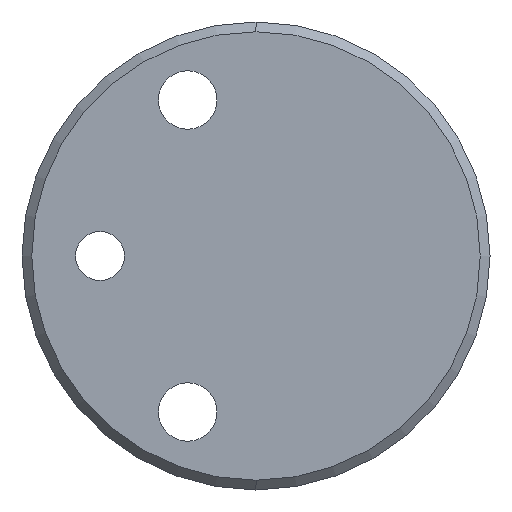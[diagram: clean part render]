
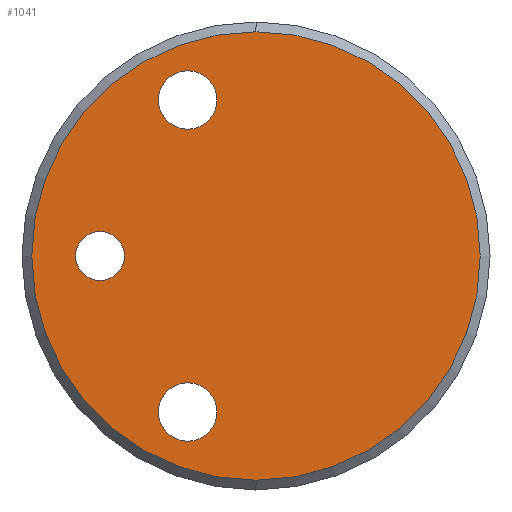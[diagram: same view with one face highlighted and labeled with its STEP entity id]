
A CAD part, left-side view. The second image highlights one B-rep face of the part: STEP entity #1041.
In plain terms, the highlighted planar face has unit normal (-1, 0, 0).
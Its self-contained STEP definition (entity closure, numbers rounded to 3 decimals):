
#14 = DIRECTION ( 'NONE',  ( 0., 0., 1. ) ) ;
#17 = VERTEX_POINT ( 'NONE', #156 ) ;
#27 = VERTEX_POINT ( 'NONE', #666 ) ;
#29 = CIRCLE ( 'NONE', #495, 2.5 ) ;
#34 = CARTESIAN_POINT ( 'NONE',  ( 0., 16., 2.5 ) ) ;
#35 = AXIS2_PLACEMENT_3D ( 'NONE', #1012, #508, #1120 ) ;
#41 = DIRECTION ( 'NONE',  ( 0., 0., 1. ) ) ;
#61 = EDGE_CURVE ( 'NONE', #245, #837, #1139, .T. ) ;
#62 = EDGE_LOOP ( 'NONE', ( #214, #808 ) ) ;
#156 = CARTESIAN_POINT ( 'NONE',  ( 0., 0., -23. ) ) ;
#160 = PLANE ( 'NONE',  #1086 ) ;
#212 = CIRCLE ( 'NONE', #716, 23. ) ;
#213 = EDGE_CURVE ( 'NONE', #426, #822, #679, .T. ) ;
#214 = ORIENTED_EDGE ( 'NONE', *, *, #1252, .F. ) ;
#245 = VERTEX_POINT ( 'NONE', #1206 ) ;
#254 = EDGE_LOOP ( 'NONE', ( #673, #1273 ) ) ;
#288 = CIRCLE ( 'NONE', #660, 3. ) ;
#296 = CARTESIAN_POINT ( 'NONE',  ( 0., 0., 23. ) ) ;
#319 = EDGE_CURVE ( 'NONE', #924, #27, #1211, .T. ) ;
#329 = DIRECTION ( 'NONE',  ( -1., 0., 0. ) ) ;
#346 = CARTESIAN_POINT ( 'NONE',  ( 0., 7., 13. ) ) ;
#356 = DIRECTION ( 'NONE',  ( -1., 0., 0. ) ) ;
#398 = FACE_BOUND ( 'NONE', #615, .T. ) ;
#426 = VERTEX_POINT ( 'NONE', #346 ) ;
#472 = EDGE_CURVE ( 'NONE', #822, #426, #288, .T. ) ;
#495 = AXIS2_PLACEMENT_3D ( 'NONE', #1000, #1113, #14 ) ;
#505 = CARTESIAN_POINT ( 'NONE',  ( 0., 7., -16. ) ) ;
#508 = DIRECTION ( 'NONE',  ( -1., 0., 0. ) ) ;
#543 = EDGE_CURVE ( 'NONE', #27, #924, #1196, .T. ) ;
#574 = DIRECTION ( 'NONE',  ( 0., 0., 1. ) ) ;
#610 = DIRECTION ( 'NONE',  ( 0., 0., 1. ) ) ;
#615 = EDGE_LOOP ( 'NONE', ( #843, #717 ) ) ;
#630 = CARTESIAN_POINT ( 'NONE',  ( 0., 7., -13. ) ) ;
#659 = FACE_BOUND ( 'NONE', #254, .T. ) ;
#660 = AXIS2_PLACEMENT_3D ( 'NONE', #1065, #1150, #41 ) ;
#666 = CARTESIAN_POINT ( 'NONE',  ( 0., 7., -19. ) ) ;
#671 = VERTEX_POINT ( 'NONE', #296 ) ;
#673 = ORIENTED_EDGE ( 'NONE', *, *, #472, .F. ) ;
#677 = EDGE_CURVE ( 'NONE', #671, #17, #1280, .T. ) ;
#679 = CIRCLE ( 'NONE', #1067, 3. ) ;
#687 = AXIS2_PLACEMENT_3D ( 'NONE', #1072, #864, #574 ) ;
#716 = AXIS2_PLACEMENT_3D ( 'NONE', #933, #329, #1158 ) ;
#717 = ORIENTED_EDGE ( 'NONE', *, *, #543, .F. ) ;
#742 = EDGE_LOOP ( 'NONE', ( #1191, #1038 ) ) ;
#759 = DIRECTION ( 'NONE',  ( 0., 0., -1. ) ) ;
#773 = DIRECTION ( 'NONE',  ( 1., 0., 0. ) ) ;
#774 = DIRECTION ( 'NONE',  ( 0., 0., 1. ) ) ;
#808 = ORIENTED_EDGE ( 'NONE', *, *, #61, .F. ) ;
#822 = VERTEX_POINT ( 'NONE', #1027 ) ;
#837 = VERTEX_POINT ( 'NONE', #34 ) ;
#843 = ORIENTED_EDGE ( 'NONE', *, *, #319, .F. ) ;
#860 = CARTESIAN_POINT ( 'NONE',  ( 0., 7., -16. ) ) ;
#864 = DIRECTION ( 'NONE',  ( -1., 0., 0. ) ) ;
#886 = EDGE_CURVE ( 'NONE', #17, #671, #212, .T. ) ;
#888 = FACE_BOUND ( 'NONE', #62, .T. ) ;
#924 = VERTEX_POINT ( 'NONE', #630 ) ;
#933 = CARTESIAN_POINT ( 'NONE',  ( 0., 0., 0. ) ) ;
#948 = AXIS2_PLACEMENT_3D ( 'NONE', #505, #1213, #610 ) ;
#961 = CARTESIAN_POINT ( 'NONE',  ( 0., 0., 0. ) ) ;
#1000 = CARTESIAN_POINT ( 'NONE',  ( 0., 16., 0. ) ) ;
#1012 = CARTESIAN_POINT ( 'NONE',  ( 0., 0., 0. ) ) ;
#1027 = CARTESIAN_POINT ( 'NONE',  ( 0., 7., 19. ) ) ;
#1038 = ORIENTED_EDGE ( 'NONE', *, *, #677, .T. ) ;
#1041 = ADVANCED_FACE ( 'NONE', ( #888, #659, #398, #1121 ), #160, .F. ) ;
#1065 = CARTESIAN_POINT ( 'NONE',  ( 0., 7., 16. ) ) ;
#1067 = AXIS2_PLACEMENT_3D ( 'NONE', #1185, #1097, #774 ) ;
#1072 = CARTESIAN_POINT ( 'NONE',  ( 0., 16., 0. ) ) ;
#1086 = AXIS2_PLACEMENT_3D ( 'NONE', #961, #773, #759 ) ;
#1097 = DIRECTION ( 'NONE',  ( -1., 0., 0. ) ) ;
#1113 = DIRECTION ( 'NONE',  ( -1., 0., 0. ) ) ;
#1120 = DIRECTION ( 'NONE',  ( 0., 0., -1. ) ) ;
#1121 = FACE_OUTER_BOUND ( 'NONE', #742, .T. ) ;
#1139 = CIRCLE ( 'NONE', #687, 2.5 ) ;
#1150 = DIRECTION ( 'NONE',  ( -1., 0., 0. ) ) ;
#1156 = AXIS2_PLACEMENT_3D ( 'NONE', #860, #356, #1170 ) ;
#1158 = DIRECTION ( 'NONE',  ( 0., 0., -1. ) ) ;
#1170 = DIRECTION ( 'NONE',  ( 0., 0., 1. ) ) ;
#1185 = CARTESIAN_POINT ( 'NONE',  ( 0., 7., 16. ) ) ;
#1191 = ORIENTED_EDGE ( 'NONE', *, *, #886, .T. ) ;
#1196 = CIRCLE ( 'NONE', #1156, 3. ) ;
#1206 = CARTESIAN_POINT ( 'NONE',  ( 0., 16., -2.5 ) ) ;
#1211 = CIRCLE ( 'NONE', #948, 3. ) ;
#1213 = DIRECTION ( 'NONE',  ( -1., 0., 0. ) ) ;
#1252 = EDGE_CURVE ( 'NONE', #837, #245, #29, .T. ) ;
#1273 = ORIENTED_EDGE ( 'NONE', *, *, #213, .F. ) ;
#1280 = CIRCLE ( 'NONE', #35, 23. ) ;
